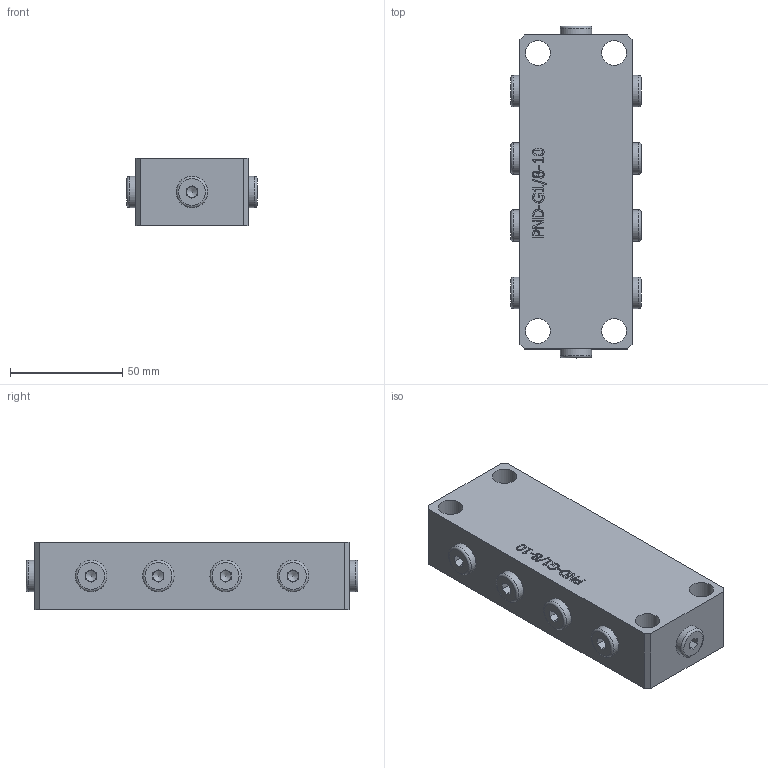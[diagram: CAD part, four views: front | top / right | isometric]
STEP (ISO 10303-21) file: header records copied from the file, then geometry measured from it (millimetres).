
FILE_DESCRIPTION(/* description */ (''),/* implementation_level */ '2;1');
FILE_NAME(/* name */ 'PND-G1_8-10.stp',/* time_stamp */ '2025-01-06T16:39:19-03:00',/* author */ ('Jefferson'),/* organization */ (''),/* preprocessor_version */ 'ST-DEVELOPER v19',/* originating_system */ 'Autodesk Inventor 2023',/* authorisation */ '');
FILE_SCHEMA (('AUTOMOTIVE_DESIGN { 1 0 10303 214 3 1 1 }'));
Length unit declared in the file: millimetre
Products named in the file (5): PND-G1_8-10; PND-G1_8-10_1; PNK-G1_8-BJ-CR; DNK-0037; PNK-10-JV
Assembly tree (13 placements, depth 3):
  PND-G1_8-10
    PND-G1_8-10_1
    PNK-G1_8-BJ-CR  x10
      DNK-0037
      PNK-10-JV
Bounding box: 58 x 148 x 30 mm (x, y, z)
Volume: 192692.4 mm3; surface area: 45592.3 mm2
Topology: 21 solids, 21 shells, 488 faces, 1152 edges, 737 vertices
Faces by surface type: plane 271, cylinder 74, bspline 63, cone 40, torus 40
Full cylindrical faces by diameter (mm): 8.3 x10, 8.4 x10, 8.566 x10, 9.728 x10, 11 x4, 11.9 x10, 12 x10, 14 x10
Entity records: 6863 total; most frequent: CARTESIAN_POINT 1917, ORIENTED_EDGE 1060, DIRECTION 787, EDGE_CURVE 530, VERTEX_POINT 350, LINE 331, VECTOR 331, EDGE_LOOP 240
